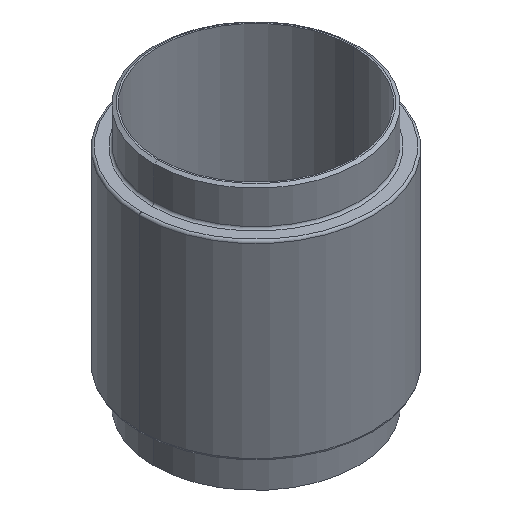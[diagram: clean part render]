
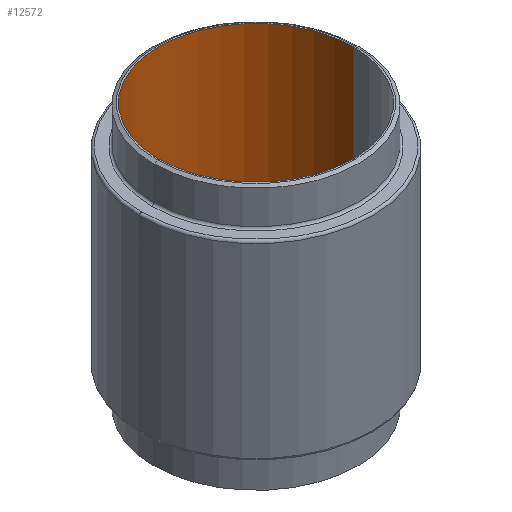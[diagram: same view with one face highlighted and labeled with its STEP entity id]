
A CAD part, isometric view. The second image highlights one B-rep face of the part: STEP entity #12572.
In plain terms, the highlighted cylindrical face has radius 130.2 mm (diameter 260.4 mm), a partial arc.
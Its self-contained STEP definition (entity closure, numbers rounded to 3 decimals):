
#15 = ORIENTED_EDGE ( 'NONE', *, *, #10865, .T. ) ;
#2275 = DIRECTION ( 'NONE',  ( 0., 0., 1. ) ) ;
#3782 = EDGE_CURVE ( 'NONE', #9281, #22849, #17620, .T. ) ;
#4335 = CARTESIAN_POINT ( 'NONE',  ( 0., 0., 0. ) ) ;
#4386 = EDGE_CURVE ( 'NONE', #10311, #9281, #26705, .T. ) ;
#4766 = AXIS2_PLACEMENT_3D ( 'NONE', #4335, #14676, #19465 ) ;
#5690 = CARTESIAN_POINT ( 'NONE',  ( 130.2, 0., 0. ) ) ;
#7929 = DIRECTION ( 'NONE',  ( 0., 0., 1. ) ) ;
#8442 = AXIS2_PLACEMENT_3D ( 'NONE', #16935, #23427, #8950 ) ;
#8554 = DIRECTION ( 'NONE',  ( 0., 0., 1. ) ) ;
#8950 = DIRECTION ( 'NONE',  ( 1., 0., 0. ) ) ;
#9281 = VERTEX_POINT ( 'NONE', #11611 ) ;
#9572 = ORIENTED_EDGE ( 'NONE', *, *, #3782, .F. ) ;
#9797 = CARTESIAN_POINT ( 'NONE',  ( 130.2, 0., 0. ) ) ;
#9908 = LINE ( 'NONE', #5690, #10892 ) ;
#10311 = VERTEX_POINT ( 'NONE', #27853 ) ;
#10658 = EDGE_LOOP ( 'NONE', ( #9572, #14739, #13800, #15 ) ) ;
#10865 = EDGE_CURVE ( 'NONE', #22443, #22849, #26037, .T. ) ;
#10892 = VECTOR ( 'NONE', #7929, 1000. ) ;
#11611 = CARTESIAN_POINT ( 'NONE',  ( -130.2, 0., -355. ) ) ;
#12475 = DIRECTION ( 'NONE',  ( 1., 0., 0. ) ) ;
#12572 = ADVANCED_FACE ( 'NONE', ( #14950 ), #13093, .F. ) ;
#13093 = CYLINDRICAL_SURFACE ( 'NONE', #4766, 130.2 ) ;
#13764 = EDGE_CURVE ( 'NONE', #10311, #22443, #9908, .T. ) ;
#13800 = ORIENTED_EDGE ( 'NONE', *, *, #13764, .T. ) ;
#14676 = DIRECTION ( 'NONE',  ( 0., 0., 1. ) ) ;
#14739 = ORIENTED_EDGE ( 'NONE', *, *, #4386, .F. ) ;
#14950 = FACE_OUTER_BOUND ( 'NONE', #10658, .T. ) ;
#16935 = CARTESIAN_POINT ( 'NONE',  ( 0., 0., 0. ) ) ;
#17620 = LINE ( 'NONE', #23837, #20870 ) ;
#19465 = DIRECTION ( 'NONE',  ( 1., 0., 0. ) ) ;
#20213 = CARTESIAN_POINT ( 'NONE',  ( -130.2, 0., 0. ) ) ;
#20870 = VECTOR ( 'NONE', #8554, 1000. ) ;
#21759 = AXIS2_PLACEMENT_3D ( 'NONE', #23637, #2275, #12475 ) ;
#22443 = VERTEX_POINT ( 'NONE', #9797 ) ;
#22849 = VERTEX_POINT ( 'NONE', #20213 ) ;
#23427 = DIRECTION ( 'NONE',  ( 0., 0., 1. ) ) ;
#23637 = CARTESIAN_POINT ( 'NONE',  ( 0., 0., -355. ) ) ;
#23837 = CARTESIAN_POINT ( 'NONE',  ( -130.2, 0., 0. ) ) ;
#26037 = CIRCLE ( 'NONE', #8442, 130.2 ) ;
#26705 = CIRCLE ( 'NONE', #21759, 130.2 ) ;
#27853 = CARTESIAN_POINT ( 'NONE',  ( 130.2, 0., -355. ) ) ;
